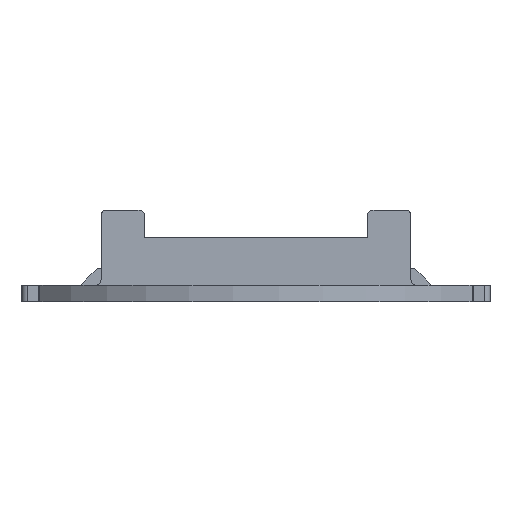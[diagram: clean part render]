
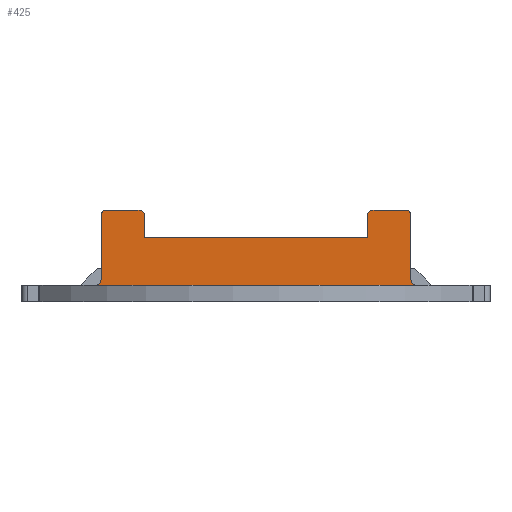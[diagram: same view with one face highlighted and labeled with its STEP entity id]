
A CAD part, left-side view. The second image highlights one B-rep face of the part: STEP entity #425.
In plain terms, the highlighted planar face has unit normal (-1, 0, 0).
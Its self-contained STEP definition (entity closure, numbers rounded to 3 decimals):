
#21 = EDGE_CURVE ( 'NONE', #1225, #1087, #894, .T. ) ;
#22 = CIRCLE ( 'NONE', #2018, 1. ) ;
#32 = CARTESIAN_POINT ( 'NONE',  ( -33.75, -8.5, 20. ) ) ;
#39 = CARTESIAN_POINT ( 'NONE',  ( -33.75, -8.5, -27.82 ) ) ;
#49 = CARTESIAN_POINT ( 'NONE',  ( -33.75, -13.5, 27.82 ) ) ;
#91 = ORIENTED_EDGE ( 'NONE', *, *, #1394, .F. ) ;
#136 = DIRECTION ( 'NONE',  ( 0., 0., -1. ) ) ;
#165 = LINE ( 'NONE', #2216, #1241 ) ;
#189 = CIRCLE ( 'NONE', #904, 1. ) ;
#205 = DIRECTION ( 'NONE',  ( -1., 0., 0. ) ) ;
#215 = DIRECTION ( 'NONE',  ( -1., 0., 0. ) ) ;
#253 = DIRECTION ( 'NONE',  ( -1., 0., 0. ) ) ;
#314 = LINE ( 'NONE', #2032, #2292 ) ;
#322 = CARTESIAN_POINT ( 'NONE',  ( -33.75, -1., -27.82 ) ) ;
#333 = CIRCLE ( 'NONE', #2191, 1. ) ;
#336 = LINE ( 'NONE', #1608, #2317 ) ;
#360 = EDGE_CURVE ( 'NONE', #1131, #847, #336, .T. ) ;
#395 = CARTESIAN_POINT ( 'NONE',  ( -33.75, -1., 27.82 ) ) ;
#396 = DIRECTION ( 'NONE',  ( 1., 0., 0. ) ) ;
#404 = VERTEX_POINT ( 'NONE', #1053 ) ;
#412 = DIRECTION ( 'NONE',  ( 0., 1., 0. ) ) ;
#425 = ADVANCED_FACE ( 'NONE', ( #1179 ), #1634, .F. ) ;
#430 = EDGE_CURVE ( 'NONE', #551, #843, #165, .T. ) ;
#453 = LINE ( 'NONE', #49, #1413 ) ;
#479 = DIRECTION ( 'NONE',  ( 1., 0., 0. ) ) ;
#485 = VECTOR ( 'NONE', #2207, 1000. ) ;
#502 = AXIS2_PLACEMENT_3D ( 'NONE', #1340, #205, #1543 ) ;
#509 = EDGE_CURVE ( 'NONE', #843, #404, #2026, .T. ) ;
#513 = VERTEX_POINT ( 'NONE', #2049 ) ;
#523 = VECTOR ( 'NONE', #412, 1000. ) ;
#530 = ORIENTED_EDGE ( 'NONE', *, *, #430, .T. ) ;
#551 = VERTEX_POINT ( 'NONE', #903 ) ;
#612 = LINE ( 'NONE', #1996, #1631 ) ;
#622 = CIRCLE ( 'NONE', #502, 1. ) ;
#667 = AXIS2_PLACEMENT_3D ( 'NONE', #870, #479, #1833 ) ;
#701 = CARTESIAN_POINT ( 'NONE',  ( -33.75, -13.5, 26.82 ) ) ;
#729 = ORIENTED_EDGE ( 'NONE', *, *, #1590, .T. ) ;
#800 = ORIENTED_EDGE ( 'NONE', *, *, #2187, .T. ) ;
#843 = VERTEX_POINT ( 'NONE', #395 ) ;
#844 = DIRECTION ( 'NONE',  ( 0., 1., 0. ) ) ;
#847 = VERTEX_POINT ( 'NONE', #32 ) ;
#870 = CARTESIAN_POINT ( 'NONE',  ( -33.75, -8.5, 27.82 ) ) ;
#872 = CARTESIAN_POINT ( 'NONE',  ( -33.75, 0., -28.82 ) ) ;
#894 = LINE ( 'NONE', #1436, #1393 ) ;
#903 = CARTESIAN_POINT ( 'NONE',  ( -33.75, -12.5, 27.82 ) ) ;
#904 = AXIS2_PLACEMENT_3D ( 'NONE', #1357, #215, #1556 ) ;
#1027 = CARTESIAN_POINT ( 'NONE',  ( -33.75, -12.5, 21. ) ) ;
#1049 = VERTEX_POINT ( 'NONE', #2274 ) ;
#1053 = CARTESIAN_POINT ( 'NONE',  ( -33.75, 0., 28.82 ) ) ;
#1066 = DIRECTION ( 'NONE',  ( 0., 1., 0. ) ) ;
#1087 = VERTEX_POINT ( 'NONE', #1316 ) ;
#1131 = VERTEX_POINT ( 'NONE', #1522 ) ;
#1172 = ORIENTED_EDGE ( 'NONE', *, *, #509, .T. ) ;
#1179 = FACE_OUTER_BOUND ( 'NONE', #1283, .T. ) ;
#1192 = EDGE_CURVE ( 'NONE', #1225, #2183, #189, .T. ) ;
#1194 = DIRECTION ( 'NONE',  ( 0., 0., -1. ) ) ;
#1221 = DIRECTION ( 'NONE',  ( 0., 0., -1. ) ) ;
#1225 = VERTEX_POINT ( 'NONE', #1762 ) ;
#1236 = EDGE_CURVE ( 'NONE', #1541, #513, #453, .T. ) ;
#1241 = VECTOR ( 'NONE', #1066, 1000. ) ;
#1248 = ORIENTED_EDGE ( 'NONE', *, *, #1236, .F. ) ;
#1270 = DIRECTION ( 'NONE',  ( 1., 0., 0. ) ) ;
#1283 = EDGE_LOOP ( 'NONE', ( #2255, #1778, #1508, #2105, #1584, #91, #1728, #2123, #1248, #800, #530, #1172, #2269, #729 ) ) ;
#1295 = EDGE_CURVE ( 'NONE', #1049, #1087, #1477, .T. ) ;
#1311 = EDGE_CURVE ( 'NONE', #1131, #513, #333, .T. ) ;
#1316 = CARTESIAN_POINT ( 'NONE',  ( -33.75, -13.5, -26.82 ) ) ;
#1340 = CARTESIAN_POINT ( 'NONE',  ( -33.75, -12.5, 26.82 ) ) ;
#1357 = CARTESIAN_POINT ( 'NONE',  ( -33.75, -12.5, -21. ) ) ;
#1393 = VECTOR ( 'NONE', #2033, 1000. ) ;
#1394 = EDGE_CURVE ( 'NONE', #847, #1610, #612, .T. ) ;
#1395 = CARTESIAN_POINT ( 'NONE',  ( -33.75, -12.5, -26.82 ) ) ;
#1413 = VECTOR ( 'NONE', #1194, 1000. ) ;
#1419 = DIRECTION ( 'NONE',  ( 0., 0., -1. ) ) ;
#1431 = AXIS2_PLACEMENT_3D ( 'NONE', #2428, #1270, #136 ) ;
#1432 = CARTESIAN_POINT ( 'NONE',  ( -33.75, 0., 27.82 ) ) ;
#1436 = CARTESIAN_POINT ( 'NONE',  ( -33.75, -13.5, -27.82 ) ) ;
#1442 = EDGE_CURVE ( 'NONE', #404, #1484, #2023, .T. ) ;
#1477 = CIRCLE ( 'NONE', #2068, 1. ) ;
#1484 = VERTEX_POINT ( 'NONE', #872 ) ;
#1508 = ORIENTED_EDGE ( 'NONE', *, *, #21, .F. ) ;
#1522 = CARTESIAN_POINT ( 'NONE',  ( -33.75, -12.5, 20. ) ) ;
#1541 = VERTEX_POINT ( 'NONE', #701 ) ;
#1543 = DIRECTION ( 'NONE',  ( 0., 0., -1. ) ) ;
#1555 = CARTESIAN_POINT ( 'NONE',  ( -33.75, -1., -28.82 ) ) ;
#1556 = DIRECTION ( 'NONE',  ( 0., 0., -1. ) ) ;
#1564 = VERTEX_POINT ( 'NONE', #322 ) ;
#1584 = ORIENTED_EDGE ( 'NONE', *, *, #1909, .T. ) ;
#1590 = EDGE_CURVE ( 'NONE', #1484, #1564, #22, .T. ) ;
#1592 = DIRECTION ( 'NONE',  ( 0., 0., -1. ) ) ;
#1608 = CARTESIAN_POINT ( 'NONE',  ( -33.75, -13.5, 20. ) ) ;
#1610 = VERTEX_POINT ( 'NONE', #1940 ) ;
#1631 = VECTOR ( 'NONE', #1419, 1000. ) ;
#1634 = PLANE ( 'NONE',  #667 ) ;
#1728 = ORIENTED_EDGE ( 'NONE', *, *, #360, .F. ) ;
#1743 = DIRECTION ( 'NONE',  ( 0., 0., -1. ) ) ;
#1762 = CARTESIAN_POINT ( 'NONE',  ( -33.75, -13.5, -21. ) ) ;
#1778 = ORIENTED_EDGE ( 'NONE', *, *, #1295, .T. ) ;
#1833 = DIRECTION ( 'NONE',  ( 0., 0., -1. ) ) ;
#1843 = DIRECTION ( 'NONE',  ( 0., 1., 0. ) ) ;
#1909 = EDGE_CURVE ( 'NONE', #2183, #1610, #314, .T. ) ;
#1940 = CARTESIAN_POINT ( 'NONE',  ( -33.75, -8.5, -20. ) ) ;
#1996 = CARTESIAN_POINT ( 'NONE',  ( -33.75, -8.5, 27.82 ) ) ;
#2018 = AXIS2_PLACEMENT_3D ( 'NONE', #1555, #396, #1743 ) ;
#2023 = LINE ( 'NONE', #1432, #485 ) ;
#2026 = CIRCLE ( 'NONE', #1431, 1. ) ;
#2032 = CARTESIAN_POINT ( 'NONE',  ( -33.75, -13.5, -20. ) ) ;
#2033 = DIRECTION ( 'NONE',  ( 0., 0., -1. ) ) ;
#2049 = CARTESIAN_POINT ( 'NONE',  ( -33.75, -13.5, 21. ) ) ;
#2061 = LINE ( 'NONE', #39, #523 ) ;
#2068 = AXIS2_PLACEMENT_3D ( 'NONE', #1395, #253, #1592 ) ;
#2105 = ORIENTED_EDGE ( 'NONE', *, *, #1192, .T. ) ;
#2110 = CARTESIAN_POINT ( 'NONE',  ( -33.75, -12.5, -20. ) ) ;
#2123 = ORIENTED_EDGE ( 'NONE', *, *, #1311, .T. ) ;
#2183 = VERTEX_POINT ( 'NONE', #2110 ) ;
#2187 = EDGE_CURVE ( 'NONE', #1541, #551, #622, .T. ) ;
#2191 = AXIS2_PLACEMENT_3D ( 'NONE', #1027, #2364, #1221 ) ;
#2207 = DIRECTION ( 'NONE',  ( 0., 0., -1. ) ) ;
#2216 = CARTESIAN_POINT ( 'NONE',  ( -33.75, -8.5, 27.82 ) ) ;
#2255 = ORIENTED_EDGE ( 'NONE', *, *, #2457, .F. ) ;
#2269 = ORIENTED_EDGE ( 'NONE', *, *, #1442, .T. ) ;
#2274 = CARTESIAN_POINT ( 'NONE',  ( -33.75, -12.5, -27.82 ) ) ;
#2292 = VECTOR ( 'NONE', #1843, 1000. ) ;
#2317 = VECTOR ( 'NONE', #844, 1000. ) ;
#2364 = DIRECTION ( 'NONE',  ( -1., 0., 0. ) ) ;
#2428 = CARTESIAN_POINT ( 'NONE',  ( -33.75, -1., 28.82 ) ) ;
#2457 = EDGE_CURVE ( 'NONE', #1049, #1564, #2061, .T. ) ;
